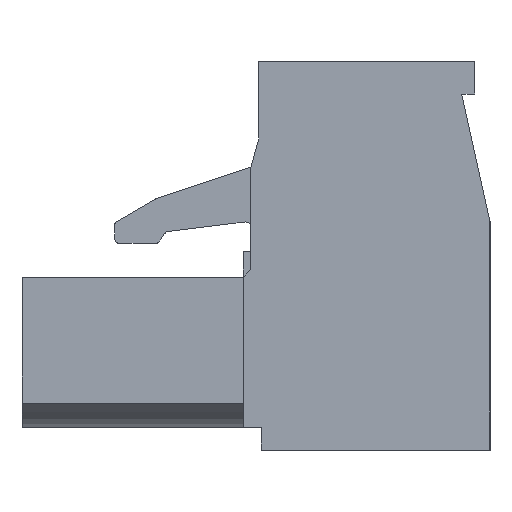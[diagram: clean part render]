
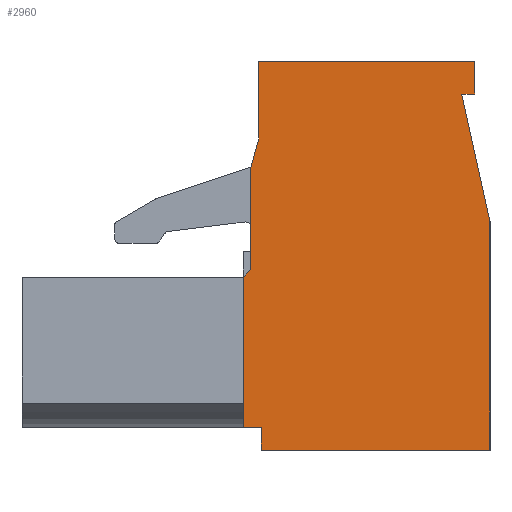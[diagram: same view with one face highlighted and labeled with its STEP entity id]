
A CAD part, left-side view. The second image highlights one B-rep face of the part: STEP entity #2960.
In plain terms, the highlighted planar face has unit normal (-1, 0, 0).
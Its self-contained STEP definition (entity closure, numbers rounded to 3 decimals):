
#2960 = ADVANCED_FACE( '', ( #5903 ), #5904, .F. );
#5903 = FACE_OUTER_BOUND( '', #8765, .T. );
#5904 = PLANE( '', #8766 );
#8765 = EDGE_LOOP( '', ( #17051, #17052, #17053, #17054, #17055, #17056, #17057, #17058, #17059, #17060, #17061, #17062, #17063 ) );
#8766 = AXIS2_PLACEMENT_3D( '', #17064, #17065, #17066 );
#17051 = ORIENTED_EDGE( '', *, *, #19916, .T. );
#17052 = ORIENTED_EDGE( '', *, *, #18332, .T. );
#17053 = ORIENTED_EDGE( '', *, *, #19215, .T. );
#17054 = ORIENTED_EDGE( '', *, *, #19104, .T. );
#17055 = ORIENTED_EDGE( '', *, *, #18879, .T. );
#17056 = ORIENTED_EDGE( '', *, *, #19964, .T. );
#17057 = ORIENTED_EDGE( '', *, *, #20323, .T. );
#17058 = ORIENTED_EDGE( '', *, *, #17464, .T. );
#17059 = ORIENTED_EDGE( '', *, *, #20043, .T. );
#17060 = ORIENTED_EDGE( '', *, *, #18352, .T. );
#17061 = ORIENTED_EDGE( '', *, *, #18717, .T. );
#17062 = ORIENTED_EDGE( '', *, *, #17121, .T. );
#17063 = ORIENTED_EDGE( '', *, *, #19897, .T. );
#17064 = CARTESIAN_POINT( '', ( -17.83, 0., 0. ) );
#17065 = DIRECTION( '', ( 1., 0., 0. ) );
#17066 = DIRECTION( '', ( 0., 0., -1. ) );
#17121 = EDGE_CURVE( '', #20389, #20387, #20390, .T. );
#17464 = EDGE_CURVE( '', #21008, #21006, #21009, .T. );
#18332 = EDGE_CURVE( '', #22482, #22479, #22483, .T. );
#18352 = EDGE_CURVE( '', #22518, #22516, #22519, .T. );
#18717 = EDGE_CURVE( '', #22516, #20389, #23092, .T. );
#18879 = EDGE_CURVE( '', #23331, #23329, #23332, .T. );
#19104 = EDGE_CURVE( '', #23656, #23331, #23657, .T. );
#19215 = EDGE_CURVE( '', #22479, #23656, #23811, .T. );
#19897 = EDGE_CURVE( '', #20387, #24699, #24701, .T. );
#19916 = EDGE_CURVE( '', #24699, #22482, #24722, .T. );
#19964 = EDGE_CURVE( '', #23329, #24774, #24776, .T. );
#20043 = EDGE_CURVE( '', #21006, #22518, #24860, .T. );
#20323 = EDGE_CURVE( '', #24774, #21008, #25153, .T. );
#20387 = VERTEX_POINT( '', #25218 );
#20389 = VERTEX_POINT( '', #25221 );
#20390 = LINE( '', #25222, #25223 );
#21006 = VERTEX_POINT( '', #26106 );
#21008 = VERTEX_POINT( '', #26109 );
#21009 = LINE( '', #26110, #26111 );
#22479 = VERTEX_POINT( '', #28229 );
#22482 = VERTEX_POINT( '', #28233 );
#22483 = LINE( '', #28234, #28235 );
#22516 = VERTEX_POINT( '', #28276 );
#22518 = VERTEX_POINT( '', #28279 );
#22519 = LINE( '', #28280, #28281 );
#23092 = LINE( '', #29123, #29124 );
#23329 = VERTEX_POINT( '', #29472 );
#23331 = VERTEX_POINT( '', #29475 );
#23332 = LINE( '', #29476, #29477 );
#23656 = VERTEX_POINT( '', #29955 );
#23657 = LINE( '', #29956, #29957 );
#23811 = LINE( '', #30179, #30180 );
#24699 = VERTEX_POINT( '', #31495 );
#24701 = LINE( '', #31498, #31499 );
#24722 = LINE( '', #31531, #31532 );
#24774 = VERTEX_POINT( '', #31608 );
#24776 = LINE( '', #31611, #31612 );
#24860 = LINE( '', #31734, #31735 );
#25153 = LINE( '', #32125, #32126 );
#25218 = CARTESIAN_POINT( '', ( -17.83, 4.85, 6.55 ) );
#25221 = CARTESIAN_POINT( '', ( -17.83, 4.55, 7.65 ) );
#25222 = CARTESIAN_POINT( '', ( -17.83, 4.55, 7.65 ) );
#25223 = VECTOR( '', #32194, 1000. );
#26106 = CARTESIAN_POINT( '', ( -17.83, -3.85, 9.4 ) );
#26109 = CARTESIAN_POINT( '', ( -17.83, -3.35, 9.4 ) );
#26110 = CARTESIAN_POINT( '', ( -17.83, -3.35, 9.4 ) );
#26111 = VECTOR( '', #32526, 1000. );
#28229 = CARTESIAN_POINT( '', ( -17.83, 5.15, -3.575 ) );
#28233 = CARTESIAN_POINT( '', ( -17.83, 5.15, 2.275 ) );
#28234 = CARTESIAN_POINT( '', ( -17.83, 5.15, 2.275 ) );
#28235 = VECTOR( '', #33399, 1000. );
#28276 = CARTESIAN_POINT( '', ( -17.83, 4.55, 10.65 ) );
#28279 = CARTESIAN_POINT( '', ( -17.83, -3.85, 10.65 ) );
#28280 = CARTESIAN_POINT( '', ( -17.83, -3.85, 10.65 ) );
#28281 = VECTOR( '', #33430, 1000. );
#29123 = CARTESIAN_POINT( '', ( -17.83, 4.55, 10.65 ) );
#29124 = VECTOR( '', #33778, 1000. );
#29472 = CARTESIAN_POINT( '', ( -17.83, -4.45, -4.45 ) );
#29475 = CARTESIAN_POINT( '', ( -17.83, 4.45, -4.45 ) );
#29476 = CARTESIAN_POINT( '', ( -17.83, 4.45, -4.45 ) );
#29477 = VECTOR( '', #33912, 1000. );
#29955 = CARTESIAN_POINT( '', ( -17.83, 4.45, -3.575 ) );
#29956 = CARTESIAN_POINT( '', ( -17.83, 4.45, -3.575 ) );
#29957 = VECTOR( '', #34121, 1000. );
#30179 = CARTESIAN_POINT( '', ( -17.83, 5.15, -3.575 ) );
#30180 = VECTOR( '', #34232, 1000. );
#31495 = CARTESIAN_POINT( '', ( -17.83, 4.85, 2.575 ) );
#31498 = CARTESIAN_POINT( '', ( -17.83, 4.85, 6.55 ) );
#31499 = VECTOR( '', #34853, 1000. );
#31531 = CARTESIAN_POINT( '', ( -17.83, 4.85, 2.575 ) );
#31532 = VECTOR( '', #34865, 1000. );
#31608 = CARTESIAN_POINT( '', ( -17.83, -4.45, 4.45 ) );
#31611 = CARTESIAN_POINT( '', ( -17.83, -4.45, -4.45 ) );
#31612 = VECTOR( '', #34891, 1000. );
#31734 = CARTESIAN_POINT( '', ( -17.83, -3.85, 9.4 ) );
#31735 = VECTOR( '', #34936, 1000. );
#32125 = CARTESIAN_POINT( '', ( -17.83, -4.45, 4.45 ) );
#32126 = VECTOR( '', #35052, 1000. );
#32194 = DIRECTION( '', ( 0., 0.263, -0.965 ) );
#32526 = DIRECTION( '', ( 0., -1., 0. ) );
#33399 = DIRECTION( '', ( 0., 0., -1. ) );
#33430 = DIRECTION( '', ( 0., 1., 0. ) );
#33778 = DIRECTION( '', ( 0., 0., -1. ) );
#33912 = DIRECTION( '', ( 0., -1., 0. ) );
#34121 = DIRECTION( '', ( 0., 0., -1. ) );
#34232 = DIRECTION( '', ( 0., -1., 0. ) );
#34853 = DIRECTION( '', ( 0., 0., -1. ) );
#34865 = DIRECTION( '', ( 0., 0.707, -0.707 ) );
#34891 = DIRECTION( '', ( 0., 0., 1. ) );
#34936 = DIRECTION( '', ( 0., 0., 1. ) );
#35052 = DIRECTION( '', ( 0., 0.217, 0.976 ) );
